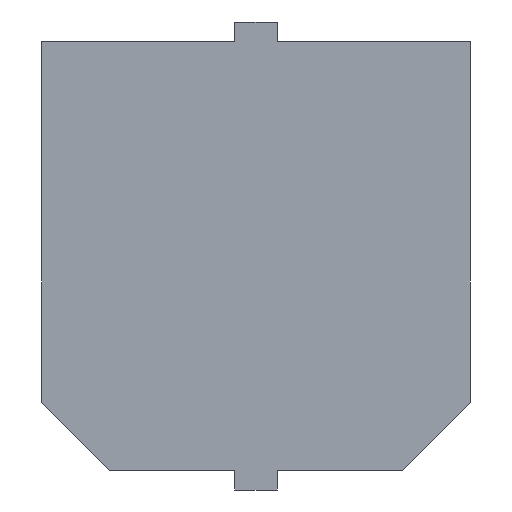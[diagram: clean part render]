
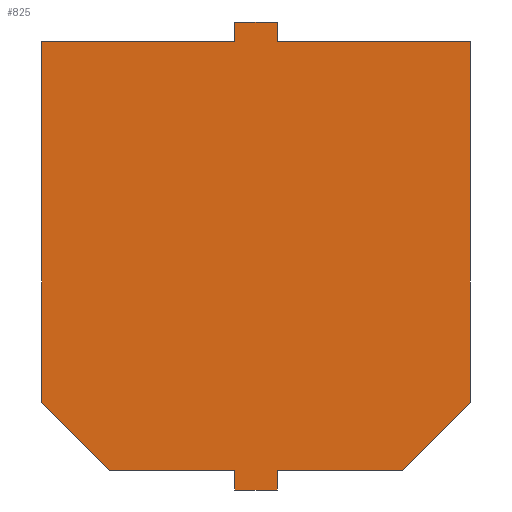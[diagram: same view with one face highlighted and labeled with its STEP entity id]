
A CAD part, front view. The second image highlights one B-rep face of the part: STEP entity #825.
In plain terms, the highlighted planar face has unit normal (0, -1, 0).
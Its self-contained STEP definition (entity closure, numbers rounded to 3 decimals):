
#5 = VECTOR ( 'NONE', #288, 1000. ) ;
#6 = VECTOR ( 'NONE', #657, 1000. ) ;
#10 = ORIENTED_EDGE ( 'NONE', *, *, #270, .F. ) ;
#13 = VECTOR ( 'NONE', #472, 1000. ) ;
#20 = VERTEX_POINT ( 'NONE', #314 ) ;
#22 = LINE ( 'NONE', #173, #298 ) ;
#27 = EDGE_CURVE ( 'NONE', #260, #258, #1042, .T. ) ;
#40 = CARTESIAN_POINT ( 'NONE',  ( 0.325, 0., 3.6 ) ) ;
#41 = CARTESIAN_POINT ( 'NONE',  ( -3.3, 0., 3.3 ) ) ;
#46 = EDGE_CURVE ( 'NONE', #341, #267, #22, .T. ) ;
#76 = CARTESIAN_POINT ( 'NONE',  ( 3.3, 0., 3.3 ) ) ;
#77 = CARTESIAN_POINT ( 'NONE',  ( 0.325, 0., -0.8 ) ) ;
#82 = VERTEX_POINT ( 'NONE', #1005 ) ;
#88 = DIRECTION ( 'NONE',  ( 0., 0., -1. ) ) ;
#89 = FACE_OUTER_BOUND ( 'NONE', #917, .T. ) ;
#90 = VECTOR ( 'NONE', #1096, 1000. ) ;
#112 = VECTOR ( 'NONE', #941, 1000. ) ;
#116 = VERTEX_POINT ( 'NONE', #736 ) ;
#133 = ORIENTED_EDGE ( 'NONE', *, *, #517, .F. ) ;
#143 = CARTESIAN_POINT ( 'NONE',  ( 3.3, 0., -2.25 ) ) ;
#144 = ORIENTED_EDGE ( 'NONE', *, *, #1000, .F. ) ;
#158 = VERTEX_POINT ( 'NONE', #689 ) ;
#161 = LINE ( 'NONE', #318, #13 ) ;
#173 = CARTESIAN_POINT ( 'NONE',  ( 0.325, 0., 0.8 ) ) ;
#195 = EDGE_CURVE ( 'NONE', #258, #253, #161, .T. ) ;
#213 = CARTESIAN_POINT ( 'NONE',  ( 3.3, 0., 3.3 ) ) ;
#228 = DIRECTION ( 'NONE',  ( -1., 0., 0. ) ) ;
#229 = CARTESIAN_POINT ( 'NONE',  ( -0.325, 0., 0.8 ) ) ;
#232 = LINE ( 'NONE', #566, #6 ) ;
#234 = DIRECTION ( 'NONE',  ( 0., -1., 0. ) ) ;
#236 = VECTOR ( 'NONE', #987, 1000. ) ;
#237 = EDGE_CURVE ( 'NONE', #586, #282, #430, .T. ) ;
#251 = ORIENTED_EDGE ( 'NONE', *, *, #935, .F. ) ;
#253 = VERTEX_POINT ( 'NONE', #1023 ) ;
#258 = VERTEX_POINT ( 'NONE', #754 ) ;
#260 = VERTEX_POINT ( 'NONE', #826 ) ;
#267 = VERTEX_POINT ( 'NONE', #1091 ) ;
#270 = EDGE_CURVE ( 'NONE', #459, #82, #651, .T. ) ;
#282 = VERTEX_POINT ( 'NONE', #524 ) ;
#288 = DIRECTION ( 'NONE',  ( -1., 0., 0. ) ) ;
#298 = VECTOR ( 'NONE', #88, 1000. ) ;
#314 = CARTESIAN_POINT ( 'NONE',  ( 2.25, 0., -3.3 ) ) ;
#318 = CARTESIAN_POINT ( 'NONE',  ( -3.3, 0., -2.25 ) ) ;
#329 = VECTOR ( 'NONE', #1051, 1000. ) ;
#333 = CARTESIAN_POINT ( 'NONE',  ( 2.25, 0., -3.3 ) ) ;
#341 = VERTEX_POINT ( 'NONE', #40 ) ;
#391 = ORIENTED_EDGE ( 'NONE', *, *, #660, .F. ) ;
#404 = CARTESIAN_POINT ( 'NONE',  ( 0., 0., 0. ) ) ;
#407 = CARTESIAN_POINT ( 'NONE',  ( -0.325, 0., -0.8 ) ) ;
#421 = CARTESIAN_POINT ( 'NONE',  ( -2.25, 0., -3.3 ) ) ;
#428 = VECTOR ( 'NONE', #807, 1000. ) ;
#430 = LINE ( 'NONE', #77, #668 ) ;
#434 = ORIENTED_EDGE ( 'NONE', *, *, #1075, .F. ) ;
#438 = ORIENTED_EDGE ( 'NONE', *, *, #487, .F. ) ;
#449 = LINE ( 'NONE', #213, #428 ) ;
#459 = VERTEX_POINT ( 'NONE', #734 ) ;
#470 = VECTOR ( 'NONE', #480, 1000. ) ;
#472 = DIRECTION ( 'NONE',  ( -0.707, 0., 0.707 ) ) ;
#480 = DIRECTION ( 'NONE',  ( 0., 0., -1. ) ) ;
#487 = EDGE_CURVE ( 'NONE', #82, #20, #798, .T. ) ;
#517 = EDGE_CURVE ( 'NONE', #253, #999, #936, .T. ) ;
#519 = ORIENTED_EDGE ( 'NONE', *, *, #1044, .F. ) ;
#524 = CARTESIAN_POINT ( 'NONE',  ( 0.325, 0., -3.6 ) ) ;
#563 = LINE ( 'NONE', #407, #112 ) ;
#566 = CARTESIAN_POINT ( 'NONE',  ( 0.325, 0., 3.6 ) ) ;
#586 = VERTEX_POINT ( 'NONE', #733 ) ;
#622 = ORIENTED_EDGE ( 'NONE', *, *, #27, .F. ) ;
#651 = LINE ( 'NONE', #143, #470 ) ;
#657 = DIRECTION ( 'NONE',  ( 1., 0., 0. ) ) ;
#659 = LINE ( 'NONE', #229, #1079 ) ;
#660 = EDGE_CURVE ( 'NONE', #20, #586, #764, .T. ) ;
#668 = VECTOR ( 'NONE', #853, 1000. ) ;
#681 = LINE ( 'NONE', #76, #866 ) ;
#685 = VERTEX_POINT ( 'NONE', #793 ) ;
#689 = CARTESIAN_POINT ( 'NONE',  ( -0.325, 0., 3.3 ) ) ;
#727 = AXIS2_PLACEMENT_3D ( 'NONE', #404, #234, #803 ) ;
#733 = CARTESIAN_POINT ( 'NONE',  ( 0.325, 0., -3.3 ) ) ;
#734 = CARTESIAN_POINT ( 'NONE',  ( 3.3, 0., 3.3 ) ) ;
#736 = CARTESIAN_POINT ( 'NONE',  ( -0.325, 0., -3.6 ) ) ;
#754 = CARTESIAN_POINT ( 'NONE',  ( -2.25, 0., -3.3 ) ) ;
#764 = LINE ( 'NONE', #1077, #90 ) ;
#793 = CARTESIAN_POINT ( 'NONE',  ( -0.325, 0., 3.6 ) ) ;
#795 = DIRECTION ( 'NONE',  ( 0., 0., 1. ) ) ;
#798 = LINE ( 'NONE', #333, #236 ) ;
#801 = CARTESIAN_POINT ( 'NONE',  ( -3.3, 0., 3.3 ) ) ;
#803 = DIRECTION ( 'NONE',  ( 0., 0., -1. ) ) ;
#807 = DIRECTION ( 'NONE',  ( 1., 0., 0. ) ) ;
#825 = ADVANCED_FACE ( 'NONE', ( #89 ), #906, .T. ) ;
#826 = CARTESIAN_POINT ( 'NONE',  ( -0.325, 0., -3.3 ) ) ;
#827 = DIRECTION ( 'NONE',  ( 1., 0., 0. ) ) ;
#837 = ORIENTED_EDGE ( 'NONE', *, *, #195, .F. ) ;
#849 = EDGE_CURVE ( 'NONE', #282, #116, #881, .T. ) ;
#853 = DIRECTION ( 'NONE',  ( 0., 0., -1. ) ) ;
#858 = ORIENTED_EDGE ( 'NONE', *, *, #849, .F. ) ;
#866 = VECTOR ( 'NONE', #827, 1000. ) ;
#881 = LINE ( 'NONE', #955, #5 ) ;
#885 = EDGE_CURVE ( 'NONE', #158, #685, #659, .T. ) ;
#906 = PLANE ( 'NONE',  #727 ) ;
#917 = EDGE_LOOP ( 'NONE', ( #622, #434, #858, #1076, #391, #438, #10, #251, #1030, #144, #948, #519, #133, #837 ) ) ;
#930 = VECTOR ( 'NONE', #228, 1000. ) ;
#935 = EDGE_CURVE ( 'NONE', #267, #459, #681, .T. ) ;
#936 = LINE ( 'NONE', #801, #329 ) ;
#941 = DIRECTION ( 'NONE',  ( 0., 0., 1. ) ) ;
#948 = ORIENTED_EDGE ( 'NONE', *, *, #885, .F. ) ;
#955 = CARTESIAN_POINT ( 'NONE',  ( 0.325, 0., -3.6 ) ) ;
#987 = DIRECTION ( 'NONE',  ( -0.707, 0., -0.707 ) ) ;
#999 = VERTEX_POINT ( 'NONE', #41 ) ;
#1000 = EDGE_CURVE ( 'NONE', #685, #341, #232, .T. ) ;
#1005 = CARTESIAN_POINT ( 'NONE',  ( 3.3, 0., -2.25 ) ) ;
#1023 = CARTESIAN_POINT ( 'NONE',  ( -3.3, 0., -2.25 ) ) ;
#1030 = ORIENTED_EDGE ( 'NONE', *, *, #46, .F. ) ;
#1042 = LINE ( 'NONE', #421, #930 ) ;
#1044 = EDGE_CURVE ( 'NONE', #999, #158, #449, .T. ) ;
#1051 = DIRECTION ( 'NONE',  ( 0., 0., 1. ) ) ;
#1075 = EDGE_CURVE ( 'NONE', #116, #260, #563, .T. ) ;
#1076 = ORIENTED_EDGE ( 'NONE', *, *, #237, .F. ) ;
#1077 = CARTESIAN_POINT ( 'NONE',  ( -2.25, 0., -3.3 ) ) ;
#1079 = VECTOR ( 'NONE', #795, 1000. ) ;
#1091 = CARTESIAN_POINT ( 'NONE',  ( 0.325, 0., 3.3 ) ) ;
#1096 = DIRECTION ( 'NONE',  ( -1., 0., 0. ) ) ;
